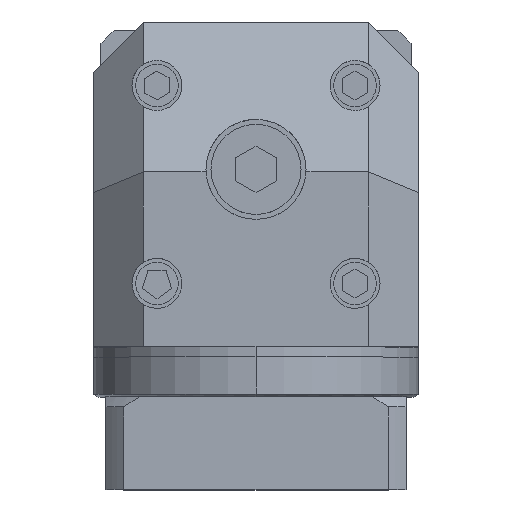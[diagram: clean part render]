
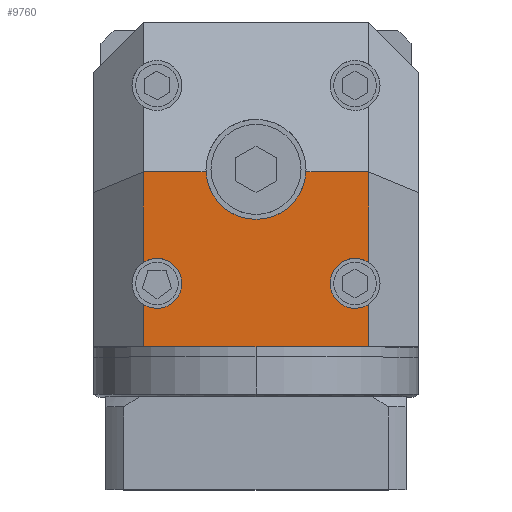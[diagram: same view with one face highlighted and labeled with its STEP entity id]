
A CAD part, top view. The second image highlights one B-rep face of the part: STEP entity #9760.
In plain terms, the highlighted planar face has unit normal (0, 0, 1).
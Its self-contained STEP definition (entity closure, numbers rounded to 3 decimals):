
#144 = CARTESIAN_POINT ( 'NONE',  ( -32.5, -32.5, 65. ) ) ;
#220 = DIRECTION ( 'NONE',  ( 0., 1., 0. ) ) ;
#238 = DIRECTION ( 'NONE',  ( 0., 0., 1. ) ) ;
#319 = CARTESIAN_POINT ( 'NONE',  ( 0., 3., 65. ) ) ;
#357 = EDGE_CURVE ( 'NONE', #5934, #10579, #6537, .T. ) ;
#522 = CARTESIAN_POINT ( 'NONE',  ( 19.799, -19.799, 65. ) ) ;
#605 = EDGE_CURVE ( 'NONE', #6172, #10734, #6658, .T. ) ;
#660 = ORIENTED_EDGE ( 'NONE', *, *, #1269, .T. ) ;
#903 = EDGE_CURVE ( 'NONE', #4217, #2480, #8305, .T. ) ;
#922 = PLANE ( 'NONE',  #2024 ) ;
#942 = CARTESIAN_POINT ( 'NONE',  ( 22.5, -24.007, 65. ) ) ;
#943 = VECTOR ( 'NONE', #1026, 1000. ) ;
#1026 = DIRECTION ( 'NONE',  ( 1., 0., 0. ) ) ;
#1081 = CIRCLE ( 'NONE', #4876, 5. ) ;
#1122 = DIRECTION ( 'NONE',  ( 1., 0., 0. ) ) ;
#1170 = CARTESIAN_POINT ( 'NONE',  ( -22.5, -15.591, 65. ) ) ;
#1180 = DIRECTION ( 'NONE',  ( 0., 0., 1. ) ) ;
#1190 = DIRECTION ( 'NONE',  ( 1., 0., 0. ) ) ;
#1208 = VECTOR ( 'NONE', #3979, 1000. ) ;
#1269 = EDGE_CURVE ( 'NONE', #10731, #5991, #9521, .T. ) ;
#1469 = LINE ( 'NONE', #10745, #8205 ) ;
#1805 = DIRECTION ( 'NONE',  ( -1., 0., 0. ) ) ;
#1829 = DIRECTION ( 'NONE',  ( 0., -1., 0. ) ) ;
#1990 = EDGE_CURVE ( 'NONE', #3438, #4403, #5902, .T. ) ;
#2024 = AXIS2_PLACEMENT_3D ( 'NONE', #6214, #7076, #1805 ) ;
#2126 = CARTESIAN_POINT ( 'NONE',  ( -19.799, -19.799, 65. ) ) ;
#2139 = ORIENTED_EDGE ( 'NONE', *, *, #8082, .T. ) ;
#2480 = VERTEX_POINT ( 'NONE', #8391 ) ;
#2989 = DIRECTION ( 'NONE',  ( -1., 0., 0. ) ) ;
#3337 = CARTESIAN_POINT ( 'NONE',  ( -14.799, -19.799, 65. ) ) ;
#3432 = VECTOR ( 'NONE', #10523, 1000. ) ;
#3438 = VERTEX_POINT ( 'NONE', #5825 ) ;
#3858 = DIRECTION ( 'NONE',  ( -1., 0., 0. ) ) ;
#3979 = DIRECTION ( 'NONE',  ( 1., 0., 0. ) ) ;
#4148 = CARTESIAN_POINT ( 'NONE',  ( -19.799, -19.799, 65. ) ) ;
#4217 = VERTEX_POINT ( 'NONE', #5013 ) ;
#4334 = ORIENTED_EDGE ( 'NONE', *, *, #7019, .T. ) ;
#4353 = CARTESIAN_POINT ( 'NONE',  ( -22.5, 0., 65. ) ) ;
#4403 = VERTEX_POINT ( 'NONE', #9506 ) ;
#4599 = LINE ( 'NONE', #9150, #6434 ) ;
#4616 = CARTESIAN_POINT ( 'NONE',  ( 9.987, 2.5, 65. ) ) ;
#4688 = EDGE_CURVE ( 'NONE', #4403, #10734, #1469, .T. ) ;
#4693 = VERTEX_POINT ( 'NONE', #4616 ) ;
#4876 = AXIS2_PLACEMENT_3D ( 'NONE', #2126, #8310, #2989 ) ;
#5013 = CARTESIAN_POINT ( 'NONE',  ( 22.5, -15.591, 65. ) ) ;
#5046 = DIRECTION ( 'NONE',  ( -1., 0., 0. ) ) ;
#5047 = CARTESIAN_POINT ( 'NONE',  ( 22.5, 0., 65. ) ) ;
#5052 = EDGE_LOOP ( 'NONE', ( #2139, #7254, #6335, #8094, #7028, #9679, #660, #4334, #6648, #5451, #6552, #7521, #10488 ) ) ;
#5089 = DIRECTION ( 'NONE',  ( -1., 0., 0. ) ) ;
#5413 = EDGE_CURVE ( 'NONE', #4217, #6172, #6137, .T. ) ;
#5451 = ORIENTED_EDGE ( 'NONE', *, *, #4688, .T. ) ;
#5687 = VECTOR ( 'NONE', #7713, 1000. ) ;
#5825 = CARTESIAN_POINT ( 'NONE',  ( 0., -32.5, 65. ) ) ;
#5902 = LINE ( 'NONE', #8403, #1208 ) ;
#5915 = EDGE_CURVE ( 'NONE', #10579, #9389, #7865, .T. ) ;
#5934 = VERTEX_POINT ( 'NONE', #7918 ) ;
#5991 = VERTEX_POINT ( 'NONE', #10633 ) ;
#6137 = CIRCLE ( 'NONE', #10693, 5. ) ;
#6172 = VERTEX_POINT ( 'NONE', #7364 ) ;
#6214 = CARTESIAN_POINT ( 'NONE',  ( 0., 0., 65. ) ) ;
#6235 = CARTESIAN_POINT ( 'NONE',  ( -22.5, -24.007, 65. ) ) ;
#6293 = AXIS2_PLACEMENT_3D ( 'NONE', #522, #238, #1122 ) ;
#6335 = ORIENTED_EDGE ( 'NONE', *, *, #357, .T. ) ;
#6434 = VECTOR ( 'NONE', #3858, 1000. ) ;
#6465 = CARTESIAN_POINT ( 'NONE',  ( 19.799, -19.799, 65. ) ) ;
#6476 = DIRECTION ( 'NONE',  ( 0., 0., 1. ) ) ;
#6537 = LINE ( 'NONE', #7227, #8859 ) ;
#6552 = ORIENTED_EDGE ( 'NONE', *, *, #605, .F. ) ;
#6648 = ORIENTED_EDGE ( 'NONE', *, *, #1990, .T. ) ;
#6658 = CIRCLE ( 'NONE', #6293, 5. ) ;
#7019 = EDGE_CURVE ( 'NONE', #5991, #3438, #7136, .T. ) ;
#7028 = ORIENTED_EDGE ( 'NONE', *, *, #9587, .F. ) ;
#7076 = DIRECTION ( 'NONE',  ( 0., 0., -1. ) ) ;
#7136 = LINE ( 'NONE', #144, #943 ) ;
#7170 = VECTOR ( 'NONE', #1829, 1000. ) ;
#7184 = EDGE_CURVE ( 'NONE', #10731, #11138, #1081, .T. ) ;
#7227 = CARTESIAN_POINT ( 'NONE',  ( 0., 2.5, 65. ) ) ;
#7254 = ORIENTED_EDGE ( 'NONE', *, *, #9912, .F. ) ;
#7332 = DIRECTION ( 'NONE',  ( 1., 0., 0. ) ) ;
#7345 = AXIS2_PLACEMENT_3D ( 'NONE', #319, #6476, #1190 ) ;
#7364 = CARTESIAN_POINT ( 'NONE',  ( 14.799, -19.799, 65. ) ) ;
#7521 = ORIENTED_EDGE ( 'NONE', *, *, #5413, .F. ) ;
#7713 = DIRECTION ( 'NONE',  ( 0., 1., 0. ) ) ;
#7758 = FACE_OUTER_BOUND ( 'NONE', #5052, .T. ) ;
#7865 = LINE ( 'NONE', #4353, #3432 ) ;
#7899 = CIRCLE ( 'NONE', #7345, 10. ) ;
#7918 = CARTESIAN_POINT ( 'NONE',  ( -9.987, 2.5, 65. ) ) ;
#8082 = EDGE_CURVE ( 'NONE', #2480, #4693, #4599, .T. ) ;
#8094 = ORIENTED_EDGE ( 'NONE', *, *, #5915, .T. ) ;
#8205 = VECTOR ( 'NONE', #220, 1000. ) ;
#8305 = LINE ( 'NONE', #5047, #5687 ) ;
#8310 = DIRECTION ( 'NONE',  ( 0., 0., 1. ) ) ;
#8391 = CARTESIAN_POINT ( 'NONE',  ( 22.5, 2.5, 65. ) ) ;
#8403 = CARTESIAN_POINT ( 'NONE',  ( -32.5, -32.5, 65. ) ) ;
#8550 = CARTESIAN_POINT ( 'NONE',  ( -22.5, 2.5, 65. ) ) ;
#8859 = VECTOR ( 'NONE', #5089, 1000. ) ;
#8964 = AXIS2_PLACEMENT_3D ( 'NONE', #4148, #10305, #5046 ) ;
#9133 = CIRCLE ( 'NONE', #8964, 5. ) ;
#9150 = CARTESIAN_POINT ( 'NONE',  ( 0., 2.5, 65. ) ) ;
#9389 = VERTEX_POINT ( 'NONE', #1170 ) ;
#9506 = CARTESIAN_POINT ( 'NONE',  ( 22.5, -32.5, 65. ) ) ;
#9521 = LINE ( 'NONE', #9754, #7170 ) ;
#9587 = EDGE_CURVE ( 'NONE', #11138, #9389, #9133, .T. ) ;
#9679 = ORIENTED_EDGE ( 'NONE', *, *, #7184, .F. ) ;
#9754 = CARTESIAN_POINT ( 'NONE',  ( -22.5, 0., 65. ) ) ;
#9760 = ADVANCED_FACE ( 'NONE', ( #7758 ), #922, .F. ) ;
#9912 = EDGE_CURVE ( 'NONE', #5934, #4693, #7899, .T. ) ;
#10305 = DIRECTION ( 'NONE',  ( 0., 0., 1. ) ) ;
#10488 = ORIENTED_EDGE ( 'NONE', *, *, #903, .T. ) ;
#10523 = DIRECTION ( 'NONE',  ( 0., -1., 0. ) ) ;
#10579 = VERTEX_POINT ( 'NONE', #8550 ) ;
#10633 = CARTESIAN_POINT ( 'NONE',  ( -22.5, -32.5, 65. ) ) ;
#10693 = AXIS2_PLACEMENT_3D ( 'NONE', #6465, #1180, #7332 ) ;
#10731 = VERTEX_POINT ( 'NONE', #6235 ) ;
#10734 = VERTEX_POINT ( 'NONE', #942 ) ;
#10745 = CARTESIAN_POINT ( 'NONE',  ( 22.5, 0., 65. ) ) ;
#11138 = VERTEX_POINT ( 'NONE', #3337 ) ;
